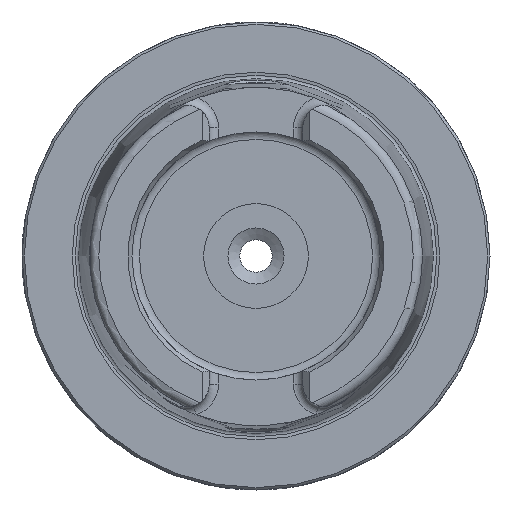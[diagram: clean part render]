
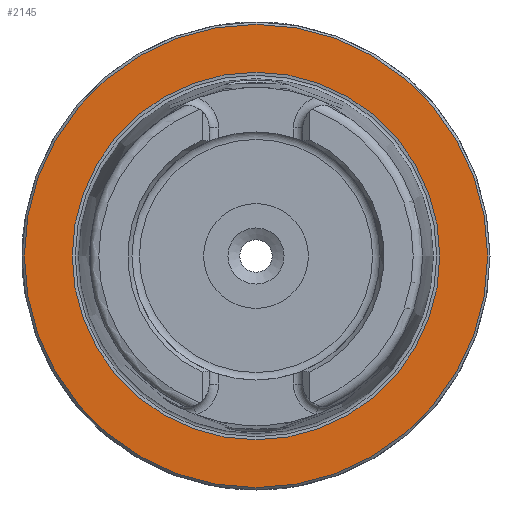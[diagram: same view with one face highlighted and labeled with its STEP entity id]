
A CAD part, left-side view. The second image highlights one B-rep face of the part: STEP entity #2145.
In plain terms, the highlighted planar face has unit normal (-1, 0, 0).
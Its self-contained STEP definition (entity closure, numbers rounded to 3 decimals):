
#97=FACE_BOUND('',#459,.T.);
#133=PLANE('',#2428);
#323=FACE_OUTER_BOUND('',#458,.T.);
#458=EDGE_LOOP('',(#1967));
#459=EDGE_LOOP('',(#1968));
#815=CIRCLE('',#2427,39.275);
#816=CIRCLE('',#2429,49.5);
#1034=VERTEX_POINT('',#4610);
#1035=VERTEX_POINT('',#4614);
#1350=EDGE_CURVE('',#1034,#1034,#815,.T.);
#1351=EDGE_CURVE('',#1035,#1035,#816,.T.);
#1967=ORIENTED_EDGE('',*,*,#1351,.F.);
#1968=ORIENTED_EDGE('',*,*,#1350,.T.);
#2145=ADVANCED_FACE('',(#323,#97),#133,.T.);
#2427=AXIS2_PLACEMENT_3D('',#4612,#3052,#3053);
#2428=AXIS2_PLACEMENT_3D('',#4613,#3054,#3055);
#2429=AXIS2_PLACEMENT_3D('',#4615,#3056,#3057);
#3052=DIRECTION('center_axis',(1.,0.,0.));
#3053=DIRECTION('ref_axis',(0.,0.,-1.));
#3054=DIRECTION('center_axis',(-1.,0.,0.));
#3055=DIRECTION('ref_axis',(0.,0.,1.));
#3056=DIRECTION('center_axis',(1.,0.,0.));
#3057=DIRECTION('ref_axis',(0.,0.,-1.));
#4610=CARTESIAN_POINT('',(0.,-39.275,0.));
#4612=CARTESIAN_POINT('Origin',(0.,0.,0.));
#4613=CARTESIAN_POINT('Origin',(0.,49.5,0.));
#4614=CARTESIAN_POINT('',(0.,-49.5,0.));
#4615=CARTESIAN_POINT('Origin',(0.,0.,0.));
